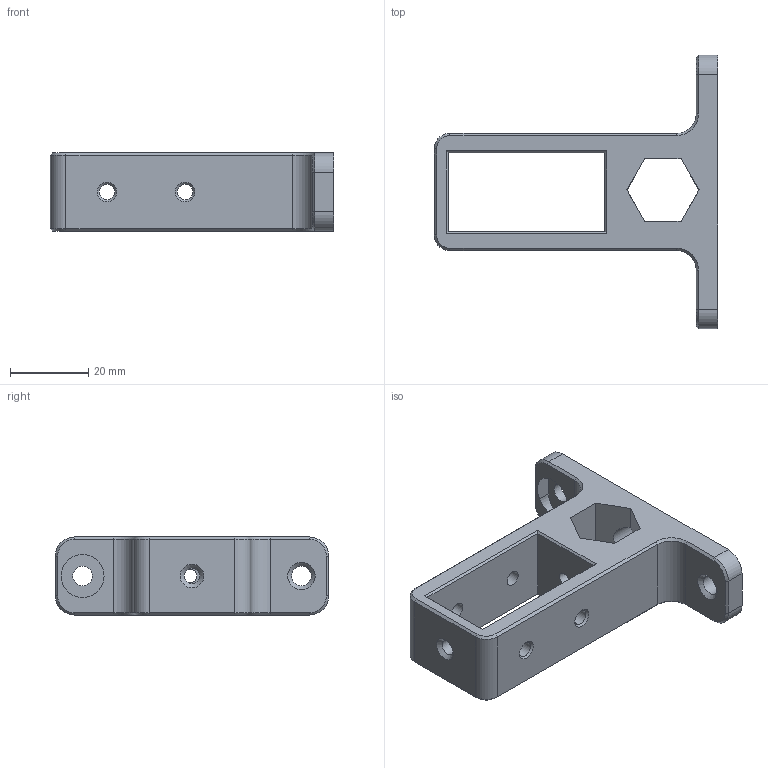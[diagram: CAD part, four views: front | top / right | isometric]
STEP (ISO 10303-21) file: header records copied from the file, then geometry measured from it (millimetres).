
FILE_DESCRIPTION(/* description */ (''),/* implementation_level */ '2;1');
FILE_NAME(/* name */ '2040 Foot.step',/* time_stamp */ '2020-07-29T17:18:40-03:00',/* author */ (''),/* organization */ (''),/* preprocessor_version */ 'ST-DEVELOPER v18.1',/* originating_system */ 'Autodesk Translation Framework v9.3.0.1241',/* authorisation */ '');
FILE_SCHEMA (('AUTOMOTIVE_DESIGN { 1 0 10303 214 3 1 1 }'));
Length unit declared in the file: millimetre
Products named in the file (1): (Unsaved)
Bounding box: 72.5 x 70 x 20 mm (x, y, z)
Volume: 26167.5 mm3; surface area: 11836.7 mm2
Topology: 1 solids, 1 shells, 78 faces, 192 edges, 115 vertices
Faces by surface type: plane 41, cone 19, cylinder 18
Full cylindrical faces by diameter (mm): 3.4 x1, 4 x5, 5 x2, 8 x2
Entity records: 2347 total; most frequent: DIRECTION 409, CARTESIAN_POINT 386, ORIENTED_EDGE 384, EDGE_CURVE 192, AXIS2_PLACEMENT_3D 138, LINE 133, VECTOR 133, VERTEX_POINT 115
